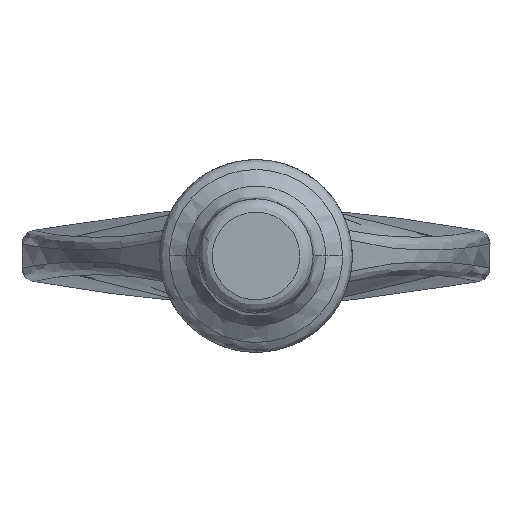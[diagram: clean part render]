
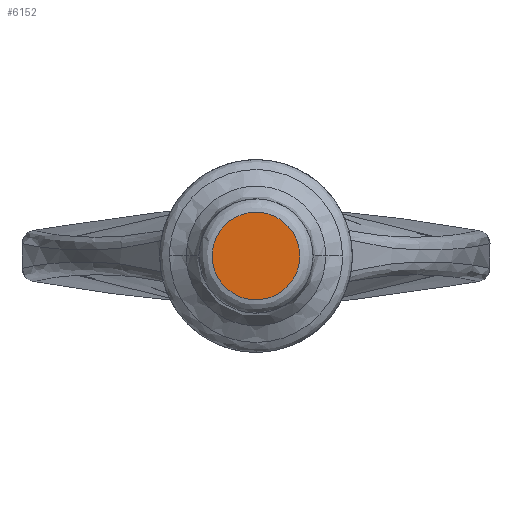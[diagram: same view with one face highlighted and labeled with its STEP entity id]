
A CAD part, front view. The second image highlights one B-rep face of the part: STEP entity #6152.
In plain terms, the highlighted free-form (B-spline) face has degree [1, 1] with [2, 2] control points.
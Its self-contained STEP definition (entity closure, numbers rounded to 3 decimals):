
#5985 = VERTEX_POINT('',#5986);
#5986 = CARTESIAN_POINT('',(12.715,-641.947,
    0.));
#6005 = EDGE_CURVE('',#5985,#5985,#6006,.T.);
#6006 = B_SPLINE_CURVE_WITH_KNOTS('',3,(#6007,#6008,#6009,#6010,#6011,
    #6012,#6013,#6014,#6015,#6016,#6017,#6018,#6019,#6020,#6021,#6022,
    #6023,#6024),.UNSPECIFIED.,.T.,.F.,(1,3,1,1,1,1,1,1,1,1,1,1,1,1,1,1,
    3,1),(-6.637,-6.194,-5.752,
    -5.309,-5.014,-4.425,-3.835,
    -3.54,-2.95,-2.655,-2.36,
    -2.065,-1.77,-1.327,-0.885,
    -0.442,0.,0.442),.UNSPECIFIED.);
#6007 = CARTESIAN_POINT('',(12.715,-641.947,
    0.));
#6008 = CARTESIAN_POINT('',(12.715,-641.947,
    -1.902));
#6009 = CARTESIAN_POINT('',(11.848,-641.947,
    -5.707));
#6010 = CARTESIAN_POINT('',(8.602,-641.947,
    -9.769));
#6011 = CARTESIAN_POINT('',(3.607,-641.947,
    -12.66));
#6012 = CARTESIAN_POINT('',(-3.008,-641.947,
    -13.169));
#6013 = CARTESIAN_POINT('',(-8.74,-641.947,
    -9.841));
#6014 = CARTESIAN_POINT('',(-12.355,-641.947,
    -4.54));
#6015 = CARTESIAN_POINT('',(-13.15,-641.947,
    0.696));
#6016 = CARTESIAN_POINT('',(-11.625,-641.947,
    5.601));
#6017 = CARTESIAN_POINT('',(-9.462,-641.947,
    8.779));
#6018 = CARTESIAN_POINT('',(-6.452,-641.947,
    11.177));
#6019 = CARTESIAN_POINT('',(-2.276,-641.947,
    12.819));
#6020 = CARTESIAN_POINT('',(2.926,-641.947,
    12.821));
#6021 = CARTESIAN_POINT('',(8.199,-641.947,
    10.281));
#6022 = CARTESIAN_POINT('',(11.847,-641.947,
    5.706));
#6023 = CARTESIAN_POINT('',(12.715,-641.947,
    1.902));
#6024 = CARTESIAN_POINT('',(12.715,-641.947,
    0.));
#6152 = ADVANCED_FACE('',(#6153),#6156,.T.);
#6153 = FACE_BOUND('',#6154,.T.);
#6154 = EDGE_LOOP('',(#6155));
#6155 = ORIENTED_EDGE('',*,*,#6005,.F.);
#6156 = B_SPLINE_SURFACE_WITH_KNOTS('',1,1,(
    (#6157,#6158)
    ,(#6159,#6160
    )),.UNSPECIFIED.,.F.,.F.,.F.,(2,2),(2,2),(-9.986,
    10.257),(-10.243,9.904),
  .PIECEWISE_BEZIER_KNOTS.);
#6157 = CARTESIAN_POINT('',(-13.15,-641.947,
    12.821));
#6158 = CARTESIAN_POINT('',(12.715,-641.947,
    12.821));
#6159 = CARTESIAN_POINT('',(-13.15,-641.947,
    -13.169));
#6160 = CARTESIAN_POINT('',(12.715,-641.947,
    -13.169));
